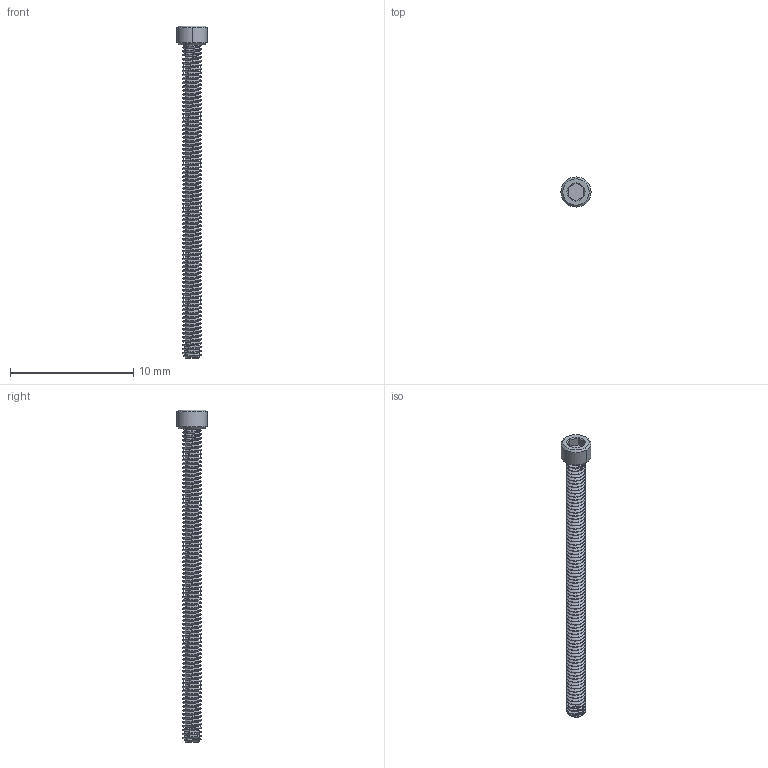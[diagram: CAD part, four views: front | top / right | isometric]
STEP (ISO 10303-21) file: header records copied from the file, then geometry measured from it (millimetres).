
FILE_DESCRIPTION (( 'STEP AP203' ), '1' );
FILE_NAME ('91251A777.SLDPRT.stp', '2022-02-11T22:04:09', ( '' ), ( '' ), 'SwSTEP 2.0', 'SolidWorks 2020', '' );
FILE_SCHEMA (( 'CONFIG_CONTROL_DESIGN' ));
Length unit declared in the file: inch
Products named in the file (1): 91251A777.SLDPRT
Bounding box: 2.44 x 2.44 x 26.92 mm (x, y, z)
Volume: 40.8 mm3; surface area: 206.6 mm2
Topology: 1 solids, 1 shells, 191 faces, 543 edges, 356 vertices
Faces by surface type: cylinder 161, cone 17, plane 10, bspline 3
Entity records: 14910 total; most frequent: CARTESIAN_POINT 10857, ORIENTED_EDGE 1086, DIRECTION 604, EDGE_CURVE 543, VERTEX_POINT 356, AXIS2_PLACEMENT_3D 211, EDGE_LOOP 193, ADVANCED_FACE 191
